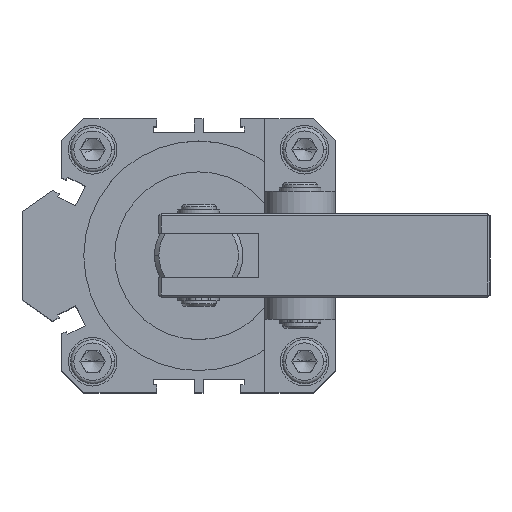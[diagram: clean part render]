
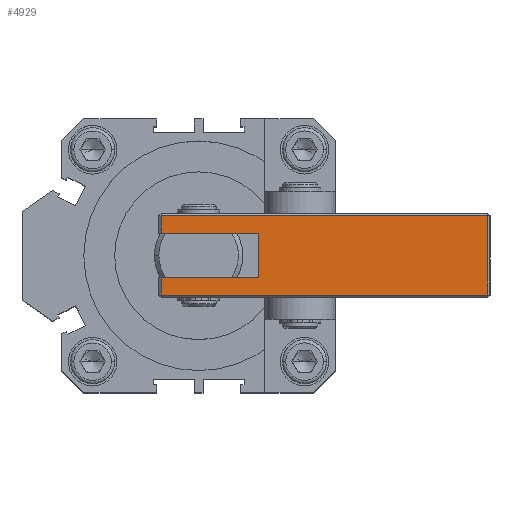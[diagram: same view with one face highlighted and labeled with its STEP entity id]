
A CAD part, top view. The second image highlights one B-rep face of the part: STEP entity #4929.
In plain terms, the highlighted face is planar.
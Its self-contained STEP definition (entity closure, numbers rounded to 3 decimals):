
#80 = FACE_OUTER_BOUND ( 'NONE', #11763, .T. ) ;
#664 = CARTESIAN_POINT ( 'NONE',  ( 0., 9.5, 19. ) ) ;
#666 = PLANE ( 'NONE',  #5183 ) ;
#669 = DIRECTION ( 'NONE',  ( 0., -1., 0. ) ) ;
#670 = DIRECTION ( 'NONE',  ( 1., 0., 0. ) ) ;
#2508 = CARTESIAN_POINT ( 'NONE',  ( 0.5, 9.5, 19. ) ) ;
#2513 = DIRECTION ( 'NONE',  ( 0., 0., 1. ) ) ;
#2551 = CARTESIAN_POINT ( 'NONE',  ( 0., 9.5, 14.5 ) ) ;
#2576 = CARTESIAN_POINT ( 'NONE',  ( 0., 9.5, 4.5 ) ) ;
#2577 = DIRECTION ( 'NONE',  ( -1., 0., 0. ) ) ;
#2578 = CARTESIAN_POINT ( 'NONE',  ( 22.5, 9.5, 4.5 ) ) ;
#2579 = DIRECTION ( 'NONE',  ( 0., 0., -1. ) ) ;
#2580 = DIRECTION ( 'NONE',  ( 1., 0., 0. ) ) ;
#2581 = CARTESIAN_POINT ( 'NONE',  ( 0.5, 9.5, 19. ) ) ;
#2582 = DIRECTION ( 'NONE',  ( 0., 0., 1. ) ) ;
#2583 = CARTESIAN_POINT ( 'NONE',  ( 75., 9.5, 18.5 ) ) ;
#2584 = DIRECTION ( 'NONE',  ( 1., 0., 0. ) ) ;
#2585 = CARTESIAN_POINT ( 'NONE',  ( 74.5, 9.5, 19. ) ) ;
#2586 = DIRECTION ( 'NONE',  ( 0., 0., -1. ) ) ;
#2587 = CARTESIAN_POINT ( 'NONE',  ( 0., 9.5, 0.5 ) ) ;
#2588 = DIRECTION ( 'NONE',  ( -1., 0., 0. ) ) ;
#3179 = CARTESIAN_POINT ( 'NONE',  ( 0.5, 9.5, 4.5 ) ) ;
#3182 = CARTESIAN_POINT ( 'NONE',  ( 0.5, 9.5, 0.5 ) ) ;
#3200 = CARTESIAN_POINT ( 'NONE',  ( 22.5, 9.5, 4.5 ) ) ;
#3313 = CARTESIAN_POINT ( 'NONE',  ( 0.5, 9.5, 14.5 ) ) ;
#3317 = CARTESIAN_POINT ( 'NONE',  ( 22.5, 9.5, 14.5 ) ) ;
#3320 = CARTESIAN_POINT ( 'NONE',  ( 0.5, 9.5, 18.5 ) ) ;
#3321 = CARTESIAN_POINT ( 'NONE',  ( 74.5, 9.5, 18.5 ) ) ;
#3322 = CARTESIAN_POINT ( 'NONE',  ( 74.5, 9.5, 0.5 ) ) ;
#4929 = ADVANCED_FACE ( 'NONE', ( #80 ), #666, .F. ) ;
#5183 = AXIS2_PLACEMENT_3D ( 'NONE', #664, #669, #670 ) ;
#6626 = EDGE_CURVE ( 'NONE', #9769, #9766, #8860, .T. ) ;
#6657 = EDGE_CURVE ( 'NONE', #9787, #9766, #8929, .T. ) ;
#6658 = EDGE_CURVE ( 'NONE', #11417, #9787, #8931, .T. ) ;
#6659 = EDGE_CURVE ( 'NONE', #11413, #11417, #8923, .T. ) ;
#6660 = EDGE_CURVE ( 'NONE', #11413, #11420, #8935, .T. ) ;
#6661 = EDGE_CURVE ( 'NONE', #11420, #11421, #8937, .T. ) ;
#6662 = EDGE_CURVE ( 'NONE', #11421, #11422, #8939, .T. ) ;
#6663 = EDGE_CURVE ( 'NONE', #11422, #9769, #8941, .T. ) ;
#8860 = LINE ( 'NONE', #2508, #8873 ) ;
#8873 = VECTOR ( 'NONE', #2513, 1000. ) ;
#8923 = LINE ( 'NONE', #2551, #8936 ) ;
#8929 = LINE ( 'NONE', #2576, #8932 ) ;
#8931 = LINE ( 'NONE', #2578, #8934 ) ;
#8932 = VECTOR ( 'NONE', #2577, 1000. ) ;
#8934 = VECTOR ( 'NONE', #2579, 1000. ) ;
#8935 = LINE ( 'NONE', #2581, #8938 ) ;
#8936 = VECTOR ( 'NONE', #2580, 1000. ) ;
#8937 = LINE ( 'NONE', #2583, #8940 ) ;
#8938 = VECTOR ( 'NONE', #2582, 1000. ) ;
#8939 = LINE ( 'NONE', #2585, #8942 ) ;
#8940 = VECTOR ( 'NONE', #2584, 1000. ) ;
#8941 = LINE ( 'NONE', #2587, #8944 ) ;
#8942 = VECTOR ( 'NONE', #2586, 1000. ) ;
#8944 = VECTOR ( 'NONE', #2588, 1000. ) ;
#9766 = VERTEX_POINT ( 'NONE', #3179 ) ;
#9769 = VERTEX_POINT ( 'NONE', #3182 ) ;
#9787 = VERTEX_POINT ( 'NONE', #3200 ) ;
#9875 = ORIENTED_EDGE ( 'NONE', *, *, #6626, .T. ) ;
#9876 = ORIENTED_EDGE ( 'NONE', *, *, #6657, .F. ) ;
#9877 = ORIENTED_EDGE ( 'NONE', *, *, #6658, .F. ) ;
#9878 = ORIENTED_EDGE ( 'NONE', *, *, #6659, .F. ) ;
#9879 = ORIENTED_EDGE ( 'NONE', *, *, #6660, .T. ) ;
#9880 = ORIENTED_EDGE ( 'NONE', *, *, #6661, .T. ) ;
#9881 = ORIENTED_EDGE ( 'NONE', *, *, #6662, .T. ) ;
#9882 = ORIENTED_EDGE ( 'NONE', *, *, #6663, .T. ) ;
#11413 = VERTEX_POINT ( 'NONE', #3313 ) ;
#11417 = VERTEX_POINT ( 'NONE', #3317 ) ;
#11420 = VERTEX_POINT ( 'NONE', #3320 ) ;
#11421 = VERTEX_POINT ( 'NONE', #3321 ) ;
#11422 = VERTEX_POINT ( 'NONE', #3322 ) ;
#11763 = EDGE_LOOP ( 'NONE', ( #9875, #9876, #9877, #9878, #9879, #9880, #9881, #9882 ) ) ;
